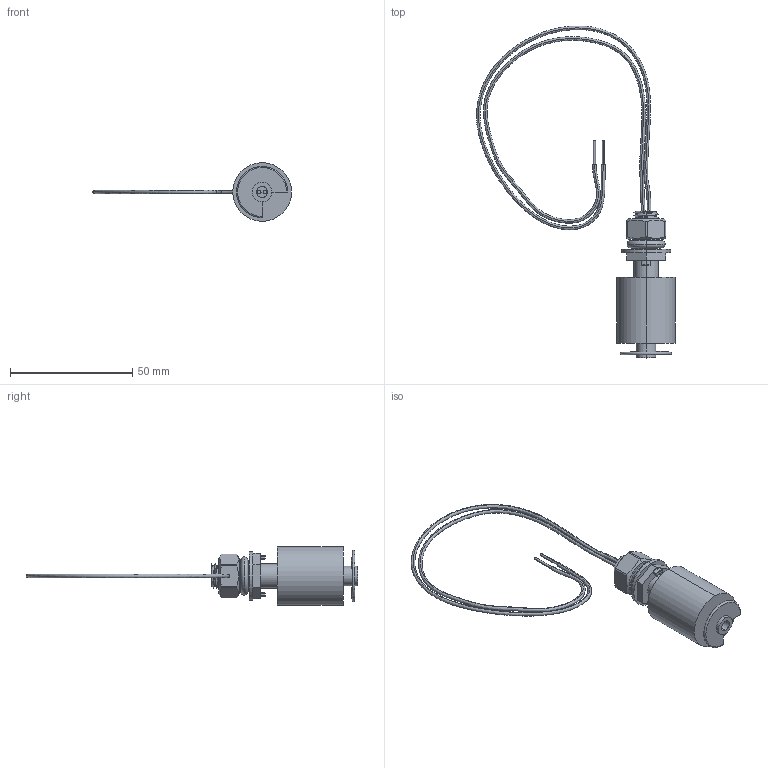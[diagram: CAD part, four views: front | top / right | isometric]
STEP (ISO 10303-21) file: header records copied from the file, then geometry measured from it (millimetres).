
FILE_DESCRIPTION (( 'STEP AP203' ), '1' );
FILE_NAME ('ﾏﾄﾓ-4.STEP', '2019-07-11T09:57:23', ( '' ), ( '' ), 'SwSTEP 2.0', 'SolidWorks 2015', '' );
FILE_SCHEMA (( 'CONFIG_CONTROL_DESIGN' ));
Length unit declared in the file: millimetre
Products named in the file (1): ﾏﾄﾓ-4
Bounding box: 81.38 x 135.83 x 24 mm (x, y, z)
Volume: 17141.9 mm3; surface area: 9746.9 mm2
Topology: 1 solids, 1 shells, 163 faces, 400 edges, 247 vertices
Faces by surface type: cylinder 83, plane 52, torus 9, sphere 8, bspline 7, cone 4
Entity records: 8522 total; most frequent: CARTESIAN_POINT 4736, DIRECTION 785, ORIENTED_EDGE 784, EDGE_CURVE 392, AXIS2_PLACEMENT_3D 317, VERTEX_POINT 247, EDGE_LOOP 183, FACE_OUTER_BOUND 163
